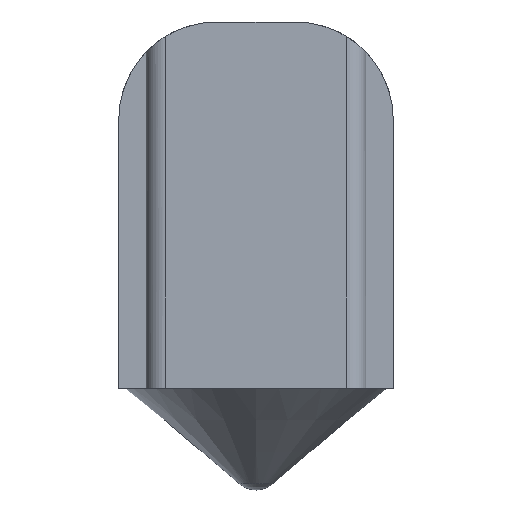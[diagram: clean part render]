
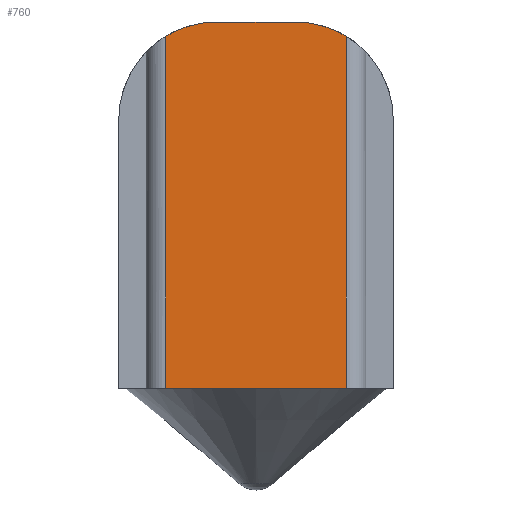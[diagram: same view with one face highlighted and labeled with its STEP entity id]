
A CAD part, left-side view. The second image highlights one B-rep face of the part: STEP entity #760.
In plain terms, the highlighted planar face has unit normal (-1, 0, 0).
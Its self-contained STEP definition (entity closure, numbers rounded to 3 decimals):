
#383 = EDGE_CURVE('',#384,#386,#388,.T.);
#384 = VERTEX_POINT('',#385);
#385 = CARTESIAN_POINT('',(-3.4,-1.38,0.));
#386 = VERTEX_POINT('',#387);
#387 = CARTESIAN_POINT('',(-3.4,1.38,0.));
#388 = LINE('',#389,#390);
#389 = CARTESIAN_POINT('',(-3.4,-1.38,0.));
#390 = VECTOR('',#391,1.);
#391 = DIRECTION('',(0.,1.,0.));
#616 = VERTEX_POINT('',#617);
#617 = CARTESIAN_POINT('',(-3.4,1.38,5.381));
#642 = EDGE_CURVE('',#616,#643,#645,.T.);
#643 = VERTEX_POINT('',#644);
#644 = CARTESIAN_POINT('',(-3.4,0.6,5.6));
#645 = CIRCLE('',#646,1.5);
#646 = AXIS2_PLACEMENT_3D('',#647,#648,#649);
#647 = CARTESIAN_POINT('',(-3.4,0.6,4.1));
#648 = DIRECTION('',(1.,0.,0.));
#649 = DIRECTION('',(0.,1.,0.));
#684 = VERTEX_POINT('',#685);
#685 = CARTESIAN_POINT('',(-3.4,-0.6,5.6));
#691 = EDGE_CURVE('',#684,#692,#694,.T.);
#692 = VERTEX_POINT('',#693);
#693 = CARTESIAN_POINT('',(-3.4,-1.38,5.381));
#694 = CIRCLE('',#695,1.5);
#695 = AXIS2_PLACEMENT_3D('',#696,#697,#698);
#696 = CARTESIAN_POINT('',(-3.4,-0.6,4.1));
#697 = DIRECTION('',(1.,0.,0.));
#698 = DIRECTION('',(0.,1.,0.));
#760 = ADVANCED_FACE('',(#761),#784,.T.);
#761 = FACE_BOUND('',#762,.T.);
#762 = EDGE_LOOP('',(#763,#764,#770,#771,#777,#778));
#763 = ORIENTED_EDGE('',*,*,#383,.F.);
#764 = ORIENTED_EDGE('',*,*,#765,.T.);
#765 = EDGE_CURVE('',#384,#692,#766,.T.);
#766 = LINE('',#767,#768);
#767 = CARTESIAN_POINT('',(-3.4,-1.38,0.));
#768 = VECTOR('',#769,1.);
#769 = DIRECTION('',(0.,0.,1.));
#770 = ORIENTED_EDGE('',*,*,#691,.F.);
#771 = ORIENTED_EDGE('',*,*,#772,.F.);
#772 = EDGE_CURVE('',#643,#684,#773,.T.);
#773 = LINE('',#774,#775);
#774 = CARTESIAN_POINT('',(-3.4,-0.99,5.6));
#775 = VECTOR('',#776,1.);
#776 = DIRECTION('',(0.,-1.,0.));
#777 = ORIENTED_EDGE('',*,*,#642,.F.);
#778 = ORIENTED_EDGE('',*,*,#779,.F.);
#779 = EDGE_CURVE('',#386,#616,#780,.T.);
#780 = LINE('',#781,#782);
#781 = CARTESIAN_POINT('',(-3.4,1.38,0.));
#782 = VECTOR('',#783,1.);
#783 = DIRECTION('',(0.,0.,1.));
#784 = PLANE('',#785);
#785 = AXIS2_PLACEMENT_3D('',#786,#787,#788);
#786 = CARTESIAN_POINT('',(-3.4,-1.38,0.));
#787 = DIRECTION('',(-1.,0.,0.));
#788 = DIRECTION('',(0.,1.,0.));
